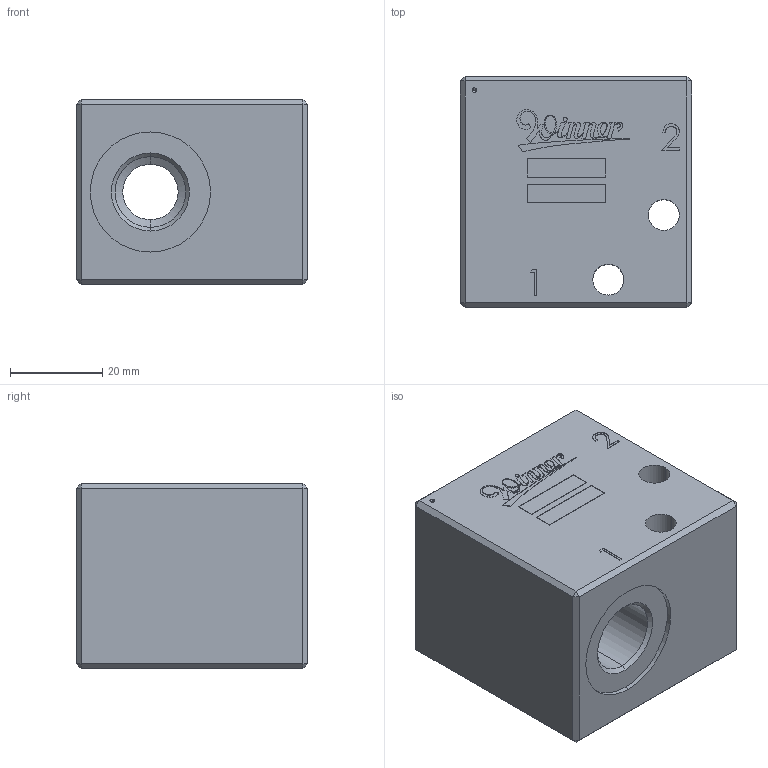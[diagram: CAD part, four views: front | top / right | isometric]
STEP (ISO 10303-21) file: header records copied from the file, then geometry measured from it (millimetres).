
FILE_DESCRIPTION (( 'STEP AP203' ), '1' );
FILE_NAME ('ML-20M2-G03-Z01.STEP', '2026-02-25T05:26:28', ( '' ), ( '' ), 'SwSTEP 2.0', 'SolidWorks 2018', '' );
FILE_SCHEMA (( 'CONFIG_CONTROL_DESIGN' ));
Length unit declared in the file: millimetre
Products named in the file (1): ML-20M2-G03-Z01
Bounding box: 50 x 50 x 40 mm (x, y, z)
Volume: 81897.4 mm3; surface area: 17302.8 mm2
Topology: 1 solids, 1 shells, 293 faces, 793 edges, 511 vertices
Faces by surface type: cylinder 169, plane 98, cone 18, bspline 6, torus 2
Entity records: 9851 total; most frequent: CARTESIAN_POINT 2134, DIRECTION 1694, ORIENTED_EDGE 1582, EDGE_CURVE 791, AXIS2_PLACEMENT_3D 636, VERTEX_POINT 511, VECTOR 422, LINE 422
